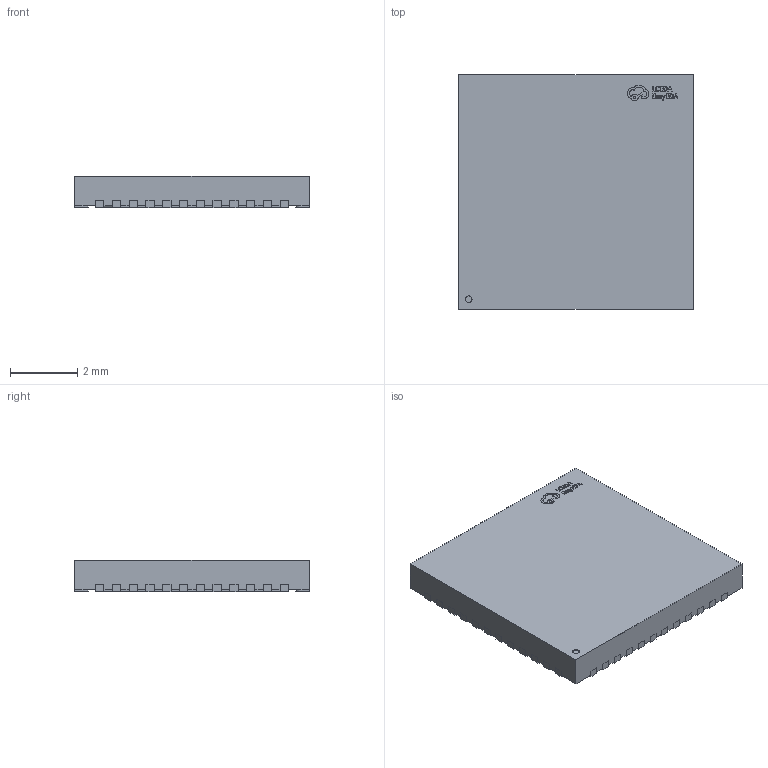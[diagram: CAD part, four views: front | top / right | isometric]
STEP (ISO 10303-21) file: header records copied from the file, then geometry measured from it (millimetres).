
FILE_DESCRIPTION (( 'STEP AP214' ), '1' );
FILE_NAME ('VQFN-48_L7.0-W7.0-P0.50-BL-EP5.5.step', '2022-07-15T04:16:49', ( '' ), ( '' ), 'SwSTEP 2.0', 'SolidWorks 2020', '' );
FILE_SCHEMA (( 'AUTOMOTIVE_DESIGN' ));
Length unit declared in the file: millimetre
Products named in the file (1): VQFN-48_L7.0-W7.0-P0.50-BL-EP5.5
Bounding box: 7 x 7 x 0.93 mm (x, y, z)
Volume: 44.9 mm3; surface area: 127.1 mm2
Topology: 14 solids, 14 shells, 605 faces, 1704 edges, 1136 vertices
Faces by surface type: plane 431, bspline 112, cylinder 62
Entity records: 26757 total; most frequent: CARTESIAN_POINT 5550, ORIENTED_EDGE 3408, DIRECTION 2588, EDGE_CURVE 1704, LINE 1352, VECTOR 1352, VERTEX_POINT 1136, EDGE_LOOP 626
